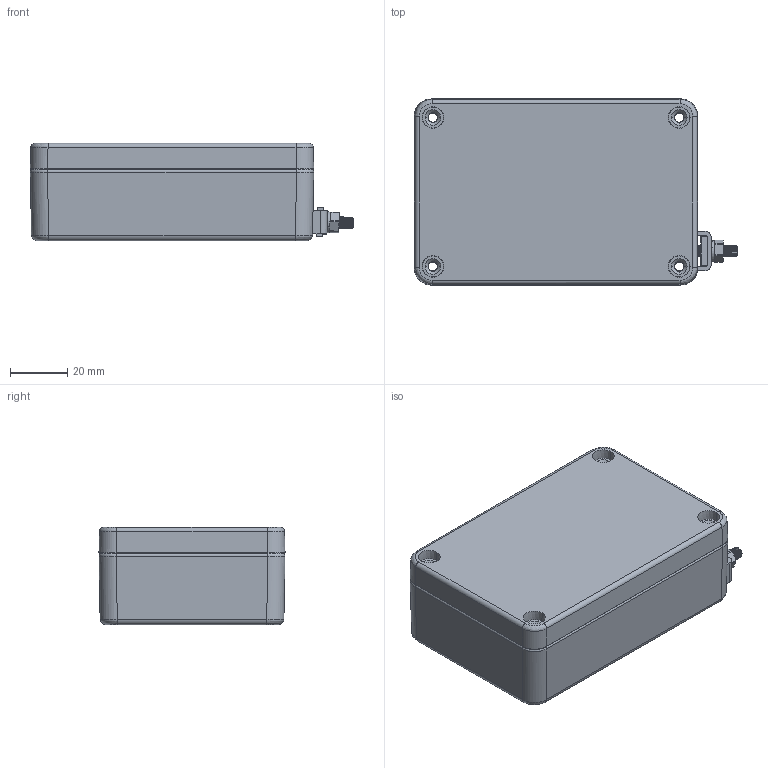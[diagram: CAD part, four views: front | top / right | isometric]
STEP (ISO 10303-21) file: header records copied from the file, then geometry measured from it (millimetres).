
FILE_DESCRIPTION(('FreeCAD Model'),'2;1');
FILE_NAME('GBAEX000986434.step', '2026-03-27T11:40:27',('Author'),(''), 'Open CASCADE STEP processor 7.3','FreeCAD','Unknown');
FILE_SCHEMA(('AUTOMOTIVE_DESIGN { 1 0 10303 214 1 1 1 1 }'));
Length unit declared in the file: millimetre
Products named in the file (4): GBAEX000986434; ALU_BASE_986434; ALU_LID_986434; M4_SINGLE_EARTHING
Assembly tree (3 placements, depth 2):
  GBAEX000986434
    ALU_BASE_986434
    ALU_LID_986434
    M4_SINGLE_EARTHING
Bounding box: 112.95 x 64.99 x 34 mm (x, y, z)
Volume: 74886.6 mm3; surface area: 50020.2 mm2
Topology: 2 solids, 7 shells, 624 faces, 2141 edges, 3373 vertices
Faces by surface type: cylinder 227, plane 189, bspline 126, cone 82
Entity records: 72242 total; most frequent: CARTESIAN_POINT 54113, ORIENTED_EDGE 3031, DIRECTION 2937, EDGE_CURVE 1536, AXIS2_PLACEMENT_3D 1024, VERTEX_POINT 969, LINE 889, VECTOR 889
